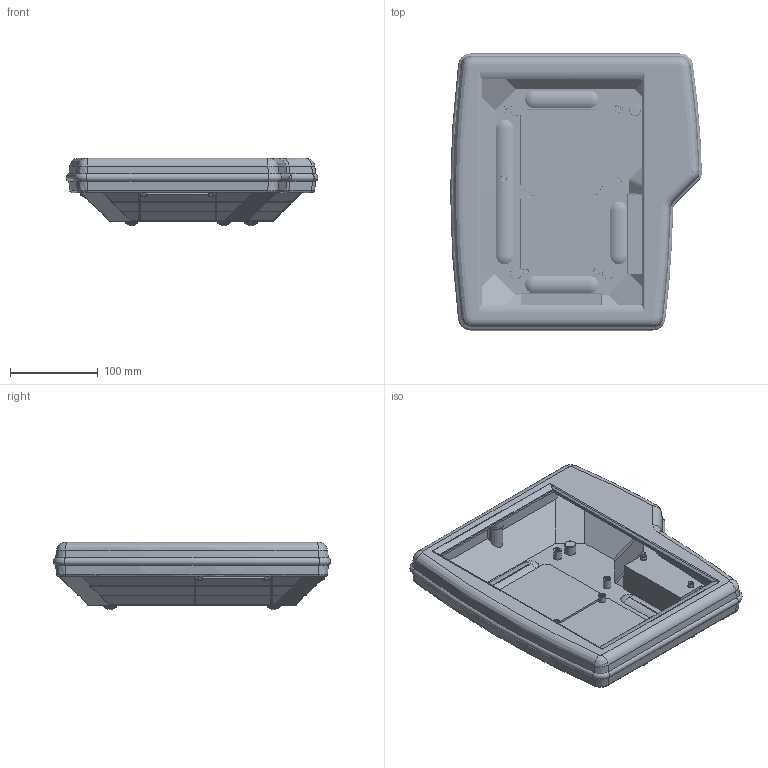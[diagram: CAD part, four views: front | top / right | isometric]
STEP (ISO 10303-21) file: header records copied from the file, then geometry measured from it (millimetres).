
FILE_DESCRIPTION (( 'STEP AP214' ), '1' );
FILE_NAME ('270303010.STEP', '2023-04-18T08:21:27', ( '' ), ( '' ), 'SwSTEP 2.0', 'SolidWorks 2020', '' );
FILE_SCHEMA (( 'AUTOMOTIVE_DESIGN' ));
Length unit declared in the file: millimetre
Products named in the file (16): 270303010; 51357; 82376; 51358; 82050_1100_Einbau; 82050_920_Einbau; 93356_EJOT Delta PT Schraube H 30x8 WN5411; 94176; 93277_EJOT Delta PT Schraube H 30x8 WN5411; 21361; 86123; 21366; 21360; 21365; 51356; 51473
Assembly tree (43 placements, depth 4):
  270303010
    51357
      51473
        21360
      82050_1100_Einbau
      82050_920_Einbau
    51358
      21361
      86123  x8
      94176  x4
    82376
    51356
      21365  x3
      21366  x6
      93277_EJOT Delta PT Schraube H 30x8 WN5411  x6
      93356_EJOT Delta PT Schraube H 30x8 WN5411  x7
Bounding box: 286.63 x 315.4 x 76.7 mm (x, y, z)
Volume: 837445.9 mm3; surface area: 514588.3 mm2
Topology: 73 solids, 73 shells, 4388 faces, 11343 edges, 7240 vertices
Faces by surface type: plane 2141, cone 681, bspline 640, cylinder 592, torus 310, sphere 24
Full cylindrical faces by diameter (mm): 2.5 x3, 3 x16, 4 x15, 5.6 x4, 6 x6, 7 x7, 9.9 x4, 10 x3
Entity records: 176431 total; most frequent: CARTESIAN_POINT 68804, ORIENTED_EDGE 16876, DIRECTION 13004, EDGE_CURVE 8438, VERTEX_POINT 5606, AXIS2_PLACEMENT_3D 4588, EDGE_LOOP 3874, LINE 3828
